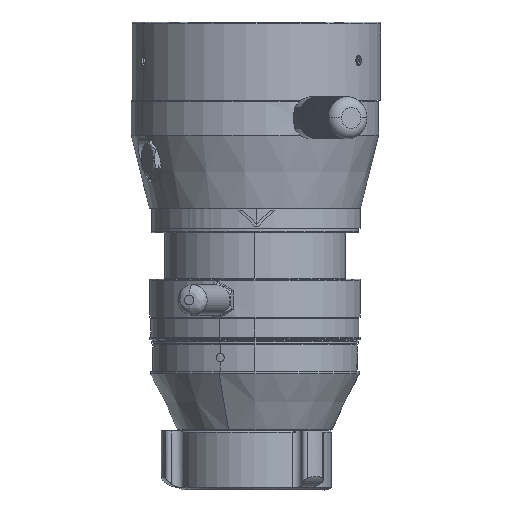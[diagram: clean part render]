
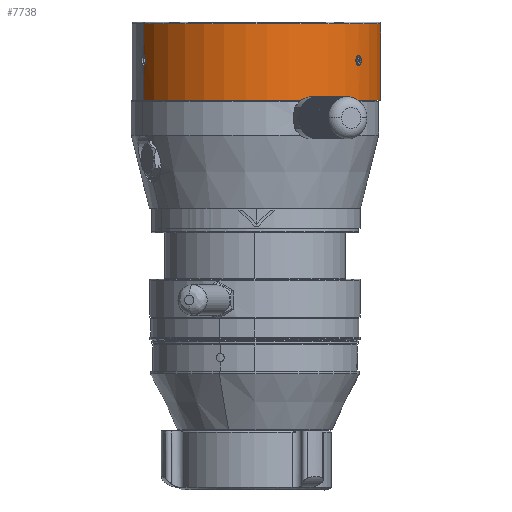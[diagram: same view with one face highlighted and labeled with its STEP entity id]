
A CAD part, left-side view. The second image highlights one B-rep face of the part: STEP entity #7738.
In plain terms, the highlighted cylindrical face has radius 75.121 mm (diameter 150.241 mm), a partial arc.
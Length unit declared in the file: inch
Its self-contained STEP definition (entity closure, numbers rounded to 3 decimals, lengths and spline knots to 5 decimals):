
#7148=CARTESIAN_POINT('',(-0.01123,-0.03586,6.1025));
#7149=DIRECTION('',(0.,0.,1.));
#7150=DIRECTION('',(-0.423,0.906,0.));
#7151=AXIS2_PLACEMENT_3D('',#7148,#7149,#7150);
#7284=CARTESIAN_POINT('',(-1.26112,2.64455,7.15463));
#7285=CARTESIAN_POINT('',(-1.27094,2.63997,7.15463));
#7286=CARTESIAN_POINT('',(-1.28971,2.63109,7.15162));
#7287=CARTESIAN_POINT('',(-1.31636,2.61814,7.13831));
#7288=CARTESIAN_POINT('',(-1.33839,2.60717,7.11699));
#7289=CARTESIAN_POINT('',(-1.35394,2.59929,7.09008));
#7290=CARTESIAN_POINT('',(-1.3622,2.59505,7.05856));
#7291=CARTESIAN_POINT('',(-1.36221,2.59505,7.02656));
#7292=CARTESIAN_POINT('',(-1.35399,2.59926,6.99505));
#7293=CARTESIAN_POINT('',(-1.33845,2.60714,6.96808));
#7294=CARTESIAN_POINT('',(-1.31642,2.61811,6.94673));
#7295=CARTESIAN_POINT('',(-1.28974,2.63108,6.93338));
#7296=CARTESIAN_POINT('',(-1.27095,2.63997,6.93038));
#7297=CARTESIAN_POINT('',(-1.26112,2.64455,6.93038));
#7299=CARTESIAN_POINT('',(-0.01123,-0.03586,7.91063));
#7300=DIRECTION('',(0.,0.,1.));
#7301=DIRECTION('',(-0.423,0.906,0.));
#7302=AXIS2_PLACEMENT_3D('',#7299,#7300,#7301);
#7304=CARTESIAN_POINT('',(-1.79821,-2.39244,7.0425));
#7305=CARTESIAN_POINT('',(-1.79821,-2.39244,
7.03039));
#7306=CARTESIAN_POINT('',(-1.79525,-2.39469,
7.00747));
#7307=CARTESIAN_POINT('',(-1.78232,-2.40444,
6.97546));
#7308=CARTESIAN_POINT('',(-1.76205,-2.41949,
6.95029));
#7309=CARTESIAN_POINT('',(-1.73634,-2.43819,
6.93408));
#7310=CARTESIAN_POINT('',(-1.70762,-2.45856,
6.92852));
#7311=CARTESIAN_POINT('',(-1.67866,-2.47857,
6.93408));
#7312=CARTESIAN_POINT('',(-1.6523,-2.49634,
6.95029));
#7313=CARTESIAN_POINT('',(-1.63123,-2.51024,
6.97546));
#7314=CARTESIAN_POINT('',(-1.61764,-2.51906,
7.00747));
#7315=CARTESIAN_POINT('',(-1.61451,-2.52107,
7.03039));
#7316=CARTESIAN_POINT('',(-1.61451,-2.52107,7.0425));
#7318=CARTESIAN_POINT('',(-1.61451,-2.52107,7.0425));
#7319=CARTESIAN_POINT('',(-1.61451,-2.52107,
7.05461));
#7320=CARTESIAN_POINT('',(-1.61764,-2.51906,
7.07753));
#7321=CARTESIAN_POINT('',(-1.63123,-2.51024,
7.10954));
#7322=CARTESIAN_POINT('',(-1.6523,-2.49634,
7.13471));
#7323=CARTESIAN_POINT('',(-1.67866,-2.47857,
7.15092));
#7324=CARTESIAN_POINT('',(-1.70762,-2.45856,
7.15648));
#7325=CARTESIAN_POINT('',(-1.73634,-2.43819,
7.15092));
#7326=CARTESIAN_POINT('',(-1.76205,-2.41949,
7.13471));
#7327=CARTESIAN_POINT('',(-1.78232,-2.40444,
7.10954));
#7328=CARTESIAN_POINT('',(-1.79525,-2.39469,
7.07753));
#7329=CARTESIAN_POINT('',(-1.79821,-2.39244,
7.05461));
#7330=CARTESIAN_POINT('',(-1.79821,-2.39244,7.0425));
#7390=DIRECTION('',(0.,0.,-1.));
#7391=VECTOR('',#7390,0.82788);
#7392=CARTESIAN_POINT('',(-1.26112,2.64455,6.93038));
#7393=LINE('',#7392,#7391);
#7394=DIRECTION('',(0.,0.,-1.));
#7395=VECTOR('',#7394,1.80813);
#7396=CARTESIAN_POINT('',(1.23866,-2.71626,7.91063));
#7397=LINE('',#7396,#7395);
#7403=DIRECTION('',(0.,0.,-1.));
#7404=VECTOR('',#7403,0.756);
#7405=CARTESIAN_POINT('',(-1.26112,2.64455,7.91063));
#7406=LINE('',#7405,#7404);
#7500=CARTESIAN_POINT('',(-1.26112,2.64455,7.91063));
#7502=VERTEX_POINT('',#7500);
#7518=CARTESIAN_POINT('',(1.23866,-2.71626,7.91063));
#7520=VERTEX_POINT('',#7518);
#7521=CARTESIAN_POINT('',(1.23866,-2.71626,6.1025));
#7522=VERTEX_POINT('',#7521);
#7523=CARTESIAN_POINT('',(-1.26112,2.64455,6.1025));
#7524=VERTEX_POINT('',#7523);
#7539=VERTEX_POINT('',#7284);
#7540=VERTEX_POINT('',#7297);
#7547=VERTEX_POINT('',#7304);
#7548=VERTEX_POINT('',#7316);
#7715=CARTESIAN_POINT('',(-0.01123,-0.03586,
6.00642));
#7716=DIRECTION('',(0.,0.,1.));
#7717=DIRECTION('',(0.423,-0.906,0.));
#7718=AXIS2_PLACEMENT_3D('',#7715,#7716,#7717);
#7719=CYLINDRICAL_SURFACE('',#7718,2.9575);
#7721=ORIENTED_EDGE('',*,*,#7720,.F.);
#7723=ORIENTED_EDGE('',*,*,#7722,.F.);
#7724=ORIENTED_EDGE('',*,*,#7710,.T.);
#7726=ORIENTED_EDGE('',*,*,#7725,.T.);
#7727=ORIENTED_EDGE('',*,*,#7566,.F.);
#7729=ORIENTED_EDGE('',*,*,#7728,.F.);
#7730=EDGE_LOOP('',(#7721,#7723,#7724,#7726,#7727,#7729));
#7731=FACE_OUTER_BOUND('',#7730,.F.);
#7733=ORIENTED_EDGE('',*,*,#7732,.T.);
#7735=ORIENTED_EDGE('',*,*,#7734,.T.);
#7736=EDGE_LOOP('',(#7733,#7735));
#7737=FACE_BOUND('',#7736,.F.);
#7152=CIRCLE('',#7151,2.9575);
#7298=B_SPLINE_CURVE_WITH_KNOTS('',3,(#7284,#7285,#7286,#7287,#7288,#7289,#7290,
#7291,#7292,#7293,#7294,#7295,#7296,#7297),.UNSPECIFIED.,.F.,.F.,(4,1,1,1,1,1,1,
1,1,1,1,4),(0.,0.09091,0.18182,0.27273,
0.36364,0.45455,0.54545,0.63636,
0.72727,0.81818,0.90909,1.),.UNSPECIFIED.);
#7303=CIRCLE('',#7302,2.9575);
#7317=B_SPLINE_CURVE_WITH_KNOTS('',3,(#7304,#7305,#7306,#7307,#7308,#7309,#7310,
#7311,#7312,#7313,#7314,#7315,#7316),.UNSPECIFIED.,.F.,.F.,(4,1,1,1,1,1,1,1,1,1,
4),(0.,0.1,0.2,0.3,0.4,0.5,0.6,0.7,0.8,0.9,1.),
.UNSPECIFIED.);
#7331=B_SPLINE_CURVE_WITH_KNOTS('',3,(#7318,#7319,#7320,#7321,#7322,#7323,#7324,
#7325,#7326,#7327,#7328,#7329,#7330),.UNSPECIFIED.,.F.,.F.,(4,1,1,1,1,1,1,1,1,1,
4),(0.,0.1,0.2,0.3,0.4,0.5,0.6,0.7,0.8,0.9,1.),
.UNSPECIFIED.);
#7566=EDGE_CURVE('',#7524,#7522,#7152,.T.);
#7710=EDGE_CURVE('',#7502,#7520,#7303,.T.);
#7720=EDGE_CURVE('',#7539,#7540,#7298,.T.);
#7722=EDGE_CURVE('',#7502,#7539,#7406,.T.);
#7725=EDGE_CURVE('',#7520,#7522,#7397,.T.);
#7728=EDGE_CURVE('',#7540,#7524,#7393,.T.);
#7732=EDGE_CURVE('',#7547,#7548,#7317,.T.);
#7734=EDGE_CURVE('',#7548,#7547,#7331,.T.);
#7738=ADVANCED_FACE('',(#7731,#7737),#7719,.T.);
